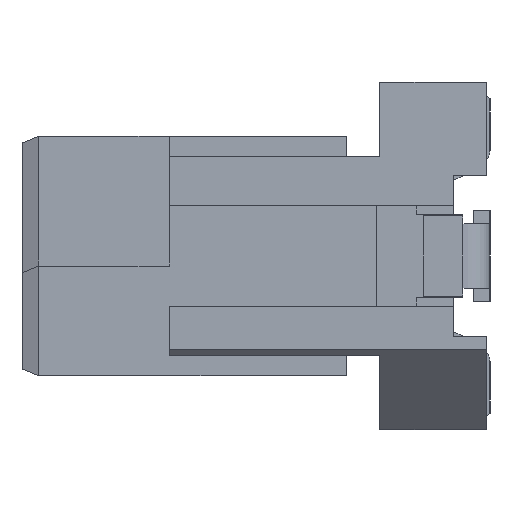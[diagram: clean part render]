
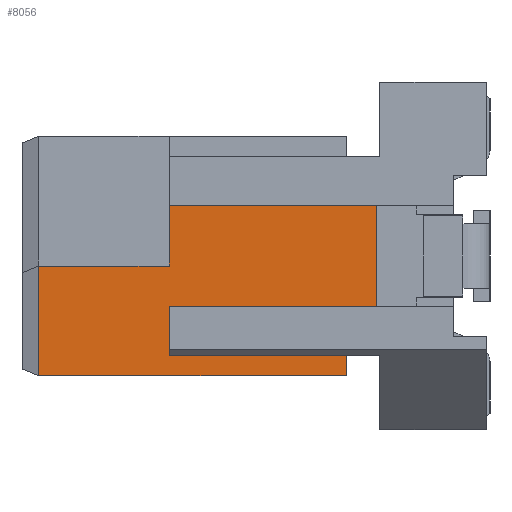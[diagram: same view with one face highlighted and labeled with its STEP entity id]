
A CAD part, left-side view. The second image highlights one B-rep face of the part: STEP entity #8056.
In plain terms, the highlighted planar face has unit normal (-1, 0, 0).
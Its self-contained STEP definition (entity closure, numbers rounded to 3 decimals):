
#8056=ADVANCED_FACE('PLAN_FACE834',(#10521),#9222,.F.);
#9222=PLANE('',#33670);
#10521=FACE_OUTER_BOUND('',#11924,.T.);
#11924=EDGE_LOOP('',(#17440,#17441,#17442,#17443,#17444,#17445,#17446,#17447,
#17448,#17449));
#17440=ORIENTED_EDGE('',*,*,#23714,.T.);
#17441=ORIENTED_EDGE('',*,*,#22500,.T.);
#17442=ORIENTED_EDGE('',*,*,#22598,.T.);
#17443=ORIENTED_EDGE('',*,*,#25043,.F.);
#17444=ORIENTED_EDGE('',*,*,#22677,.T.);
#17445=ORIENTED_EDGE('',*,*,#25034,.T.);
#17446=ORIENTED_EDGE('',*,*,#23175,.F.);
#17447=ORIENTED_EDGE('',*,*,#25494,.F.);
#17448=ORIENTED_EDGE('',*,*,#25495,.F.);
#17449=ORIENTED_EDGE('',*,*,#24115,.T.);
#19648=VERTEX_POINT('',#40703);
#20047=VERTEX_POINT('',#41566);
#20048=VERTEX_POINT('',#41568);
#20137=VERTEX_POINT('',#41778);
#20211=VERTEX_POINT('',#41948);
#20212=VERTEX_POINT('',#41949);
#20646=VERTEX_POINT('',#43017);
#20647=VERTEX_POINT('',#43019);
#20814=VERTEX_POINT('',#43438);
#22052=VERTEX_POINT('',#47489);
#22500=EDGE_CURVE('',#20048,#20047,#26138,.T.);
#22598=EDGE_CURVE('',#20047,#20137,#26222,.T.);
#22677=EDGE_CURVE('',#20211,#20212,#26294,.T.);
#23175=EDGE_CURVE('',#20646,#20647,#26751,.T.);
#23714=EDGE_CURVE('',#19648,#20048,#27240,.T.);
#24115=EDGE_CURVE('',#20814,#19648,#27609,.T.);
#25034=EDGE_CURVE('',#20212,#20647,#28411,.T.);
#25043=EDGE_CURVE('',#20211,#20137,#28420,.T.);
#25494=EDGE_CURVE('',#22052,#20646,#28841,.T.);
#25495=EDGE_CURVE('',#20814,#22052,#28842,.T.);
#26138=LINE('',#41567,#29461);
#26222=LINE('',#41779,#29545);
#26294=LINE('',#41947,#29617);
#26751=LINE('',#43018,#30074);
#27240=LINE('',#44113,#30563);
#27609=LINE('',#44905,#30932);
#28411=LINE('',#46660,#31734);
#28420=LINE('',#46677,#31743);
#28841=LINE('',#47488,#32164);
#28842=LINE('',#47490,#32165);
#29461=VECTOR('',#34601,1.);
#29545=VECTOR('',#34761,1.);
#29617=VECTOR('',#34879,1.);
#30074=VECTOR('',#35668,1.);
#30563=VECTOR('',#36513,1.);
#30932=VECTOR('',#37158,1.);
#31734=VECTOR('',#38796,1.);
#31743=VECTOR('',#38813,1.);
#32164=VECTOR('',#39684,1.);
#32165=VECTOR('',#39685,1.);
#33670=AXIS2_PLACEMENT_3D('',#47491,#39686,#39687);
#34601=DIRECTION('',(0.,0.,1.));
#34761=DIRECTION('',(0.,1.,0.));
#34879=DIRECTION('',(0.,-1.,0.));
#35668=DIRECTION('',(0.,-1.,0.));
#36513=DIRECTION('',(0.,-1.,0.));
#37158=DIRECTION('',(0.,0.,-1.));
#38796=DIRECTION('',(0.,0.,1.));
#38813=DIRECTION('',(0.,0.,-1.));
#39684=DIRECTION('',(0.,0.,1.));
#39685=DIRECTION('',(0.,-1.,0.));
#39686=DIRECTION('',(1.,0.,0.));
#39687=DIRECTION('',(0.,-1.,0.));
#40703=CARTESIAN_POINT('',(-8.235,3.225,-1.79));
#41566=CARTESIAN_POINT('',(-8.235,-1.375,-1.49));
#41567=CARTESIAN_POINT('',(-8.235,-1.375,-1.79));
#41568=CARTESIAN_POINT('',(-8.235,-1.375,-1.79));
#41778=CARTESIAN_POINT('',(-8.235,1.275,-1.49));
#41779=CARTESIAN_POINT('',(-8.235,-1.375,-1.49));
#41947=CARTESIAN_POINT('',(-8.235,1.275,-1.));
#41948=CARTESIAN_POINT('',(-8.235,1.275,-1.));
#41949=CARTESIAN_POINT('',(-8.235,-1.825,-1.));
#43017=CARTESIAN_POINT('',(-8.235,1.275,1.));
#43018=CARTESIAN_POINT('',(-8.235,1.275,1.));
#43019=CARTESIAN_POINT('',(-8.235,-1.825,1.));
#43438=CARTESIAN_POINT('',(-8.235,3.225,-0.15));
#44113=CARTESIAN_POINT('',(-8.235,3.225,-1.79));
#44905=CARTESIAN_POINT('',(-8.235,3.225,-0.15));
#46660=CARTESIAN_POINT('',(-8.235,-1.825,-1.));
#46677=CARTESIAN_POINT('',(-8.235,1.275,-1.));
#47488=CARTESIAN_POINT('',(-8.235,1.275,-0.15));
#47489=CARTESIAN_POINT('',(-8.235,1.275,-0.15));
#47490=CARTESIAN_POINT('',(-8.235,3.225,-0.15));
#47491=CARTESIAN_POINT('',(-8.235,-1.375,1.79));
